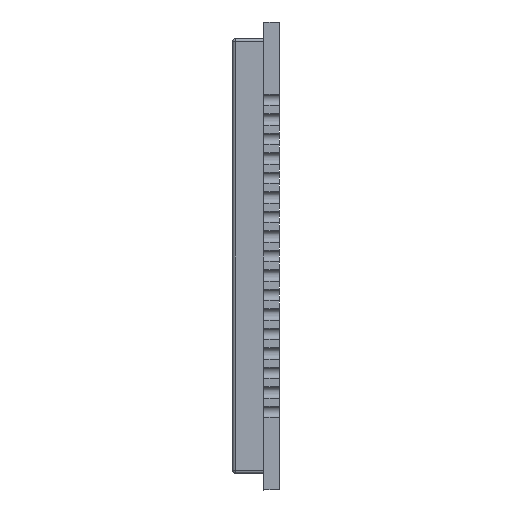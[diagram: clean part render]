
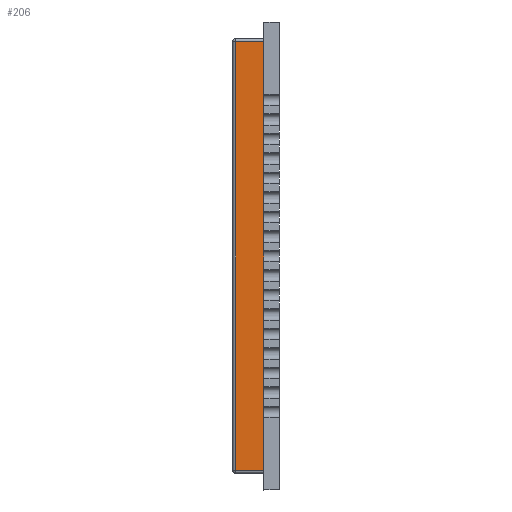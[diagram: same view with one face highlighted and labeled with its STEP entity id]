
A CAD part, left-side view. The second image highlights one B-rep face of the part: STEP entity #206.
In plain terms, the highlighted planar face has unit normal (-1, 0, 0).
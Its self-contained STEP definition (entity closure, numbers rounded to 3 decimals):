
#97 = DIRECTION ( 'NONE',  ( 1., 0., 0. ) ) ;
#206 = ADVANCED_FACE ( 'NONE', ( #8765 ), #6268, .F. ) ;
#528 = EDGE_LOOP ( 'NONE', ( #2701, #1744, #8308, #4944 ) ) ;
#530 = VERTEX_POINT ( 'NONE', #2248 ) ;
#867 = VERTEX_POINT ( 'NONE', #3832 ) ;
#988 = CARTESIAN_POINT ( 'NONE',  ( -11.15, 2.4, 11. ) ) ;
#1280 = CARTESIAN_POINT ( 'NONE',  ( -11.15, 2.4, 0. ) ) ;
#1327 = VECTOR ( 'NONE', #2289, 1000. ) ;
#1444 = VERTEX_POINT ( 'NONE', #2147 ) ;
#1744 = ORIENTED_EDGE ( 'NONE', *, *, #8685, .T. ) ;
#2147 = CARTESIAN_POINT ( 'NONE',  ( -11.15, 2.25, -11. ) ) ;
#2248 = CARTESIAN_POINT ( 'NONE',  ( -11.15, 0.8, 11. ) ) ;
#2289 = DIRECTION ( 'NONE',  ( 0., 1., 0. ) ) ;
#2579 = LINE ( 'NONE', #8705, #3746 ) ;
#2701 = ORIENTED_EDGE ( 'NONE', *, *, #8048, .T. ) ;
#2710 = CARTESIAN_POINT ( 'NONE',  ( -11.15, 2.4, -11. ) ) ;
#3410 = LINE ( 'NONE', #4057, #7952 ) ;
#3746 = VECTOR ( 'NONE', #3917, 1000. ) ;
#3832 = CARTESIAN_POINT ( 'NONE',  ( -11.15, 0.8, -11. ) ) ;
#3917 = DIRECTION ( 'NONE',  ( 0., 0., 1. ) ) ;
#4057 = CARTESIAN_POINT ( 'NONE',  ( -11.15, 2.25, -11.15 ) ) ;
#4712 = DIRECTION ( 'NONE',  ( 0., -1., 0. ) ) ;
#4720 = DIRECTION ( 'NONE',  ( 0., 0., -1. ) ) ;
#4944 = ORIENTED_EDGE ( 'NONE', *, *, #6966, .T. ) ;
#5214 = CARTESIAN_POINT ( 'NONE',  ( -11.15, 2.25, 11. ) ) ;
#6231 = VECTOR ( 'NONE', #4712, 1000. ) ;
#6268 = PLANE ( 'NONE',  #8018 ) ;
#6966 = EDGE_CURVE ( 'NONE', #1444, #867, #8803, .T. ) ;
#7014 = EDGE_CURVE ( 'NONE', #8095, #1444, #3410, .T. ) ;
#7442 = DIRECTION ( 'NONE',  ( 0., 0., -1. ) ) ;
#7678 = LINE ( 'NONE', #988, #1327 ) ;
#7952 = VECTOR ( 'NONE', #7442, 1000. ) ;
#8018 = AXIS2_PLACEMENT_3D ( 'NONE', #1280, #97, #4720 ) ;
#8048 = EDGE_CURVE ( 'NONE', #867, #530, #2579, .T. ) ;
#8095 = VERTEX_POINT ( 'NONE', #5214 ) ;
#8308 = ORIENTED_EDGE ( 'NONE', *, *, #7014, .T. ) ;
#8685 = EDGE_CURVE ( 'NONE', #530, #8095, #7678, .T. ) ;
#8705 = CARTESIAN_POINT ( 'NONE',  ( -11.15, 0.8, 0. ) ) ;
#8765 = FACE_OUTER_BOUND ( 'NONE', #528, .T. ) ;
#8803 = LINE ( 'NONE', #2710, #6231 ) ;
